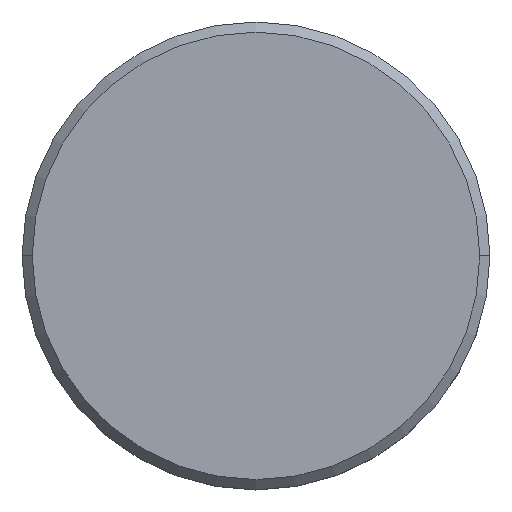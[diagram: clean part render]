
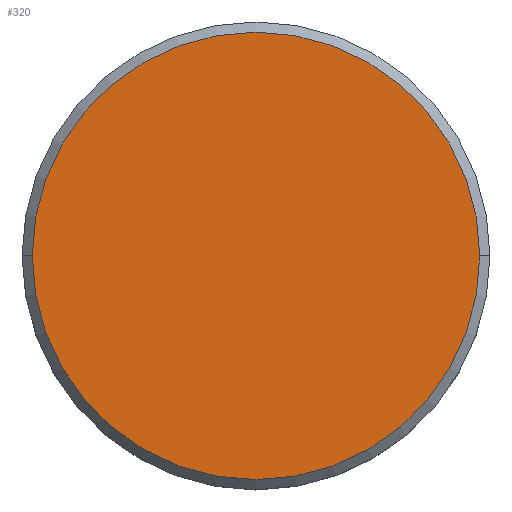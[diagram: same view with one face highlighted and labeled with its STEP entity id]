
A CAD part, top view. The second image highlights one B-rep face of the part: STEP entity #320.
In plain terms, the highlighted planar face has unit normal (0, 0, 1).
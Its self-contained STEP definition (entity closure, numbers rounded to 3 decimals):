
#18 = EDGE_CURVE ( 'NONE', #869, #353, #345, .T. ) ;
#83 = ORIENTED_EDGE ( 'NONE', *, *, #1027, .T. ) ;
#178 = DIRECTION ( 'NONE',  ( 1., 0., 0. ) ) ;
#195 = FACE_OUTER_BOUND ( 'NONE', #220, .T. ) ;
#220 = EDGE_LOOP ( 'NONE', ( #847, #83 ) ) ;
#254 = CARTESIAN_POINT ( 'NONE',  ( 0., 0., 0. ) ) ;
#320 = ADVANCED_FACE ( 'NONE', ( #195 ), #815, .T. ) ;
#345 = CIRCLE ( 'NONE', #528, 11. ) ;
#346 = AXIS2_PLACEMENT_3D ( 'NONE', #254, #408, #671 ) ;
#353 = VERTEX_POINT ( 'NONE', #985 ) ;
#408 = DIRECTION ( 'NONE',  ( 0., 0., 1. ) ) ;
#495 = CARTESIAN_POINT ( 'NONE',  ( 0., 0., 0. ) ) ;
#528 = AXIS2_PLACEMENT_3D ( 'NONE', #495, #837, #1129 ) ;
#668 = AXIS2_PLACEMENT_3D ( 'NONE', #959, #693, #178 ) ;
#671 = DIRECTION ( 'NONE',  ( 1., 0., 0. ) ) ;
#693 = DIRECTION ( 'NONE',  ( 0., 0., 1. ) ) ;
#802 = CIRCLE ( 'NONE', #668, 11. ) ;
#815 = PLANE ( 'NONE',  #346 ) ;
#837 = DIRECTION ( 'NONE',  ( 0., 0., 1. ) ) ;
#843 = CARTESIAN_POINT ( 'NONE',  ( -11., 0., 0. ) ) ;
#847 = ORIENTED_EDGE ( 'NONE', *, *, #18, .T. ) ;
#869 = VERTEX_POINT ( 'NONE', #843 ) ;
#959 = CARTESIAN_POINT ( 'NONE',  ( 0., 0., 0. ) ) ;
#985 = CARTESIAN_POINT ( 'NONE',  ( 11., 0., 0. ) ) ;
#1027 = EDGE_CURVE ( 'NONE', #353, #869, #802, .T. ) ;
#1129 = DIRECTION ( 'NONE',  ( 1., 0., 0. ) ) ;
